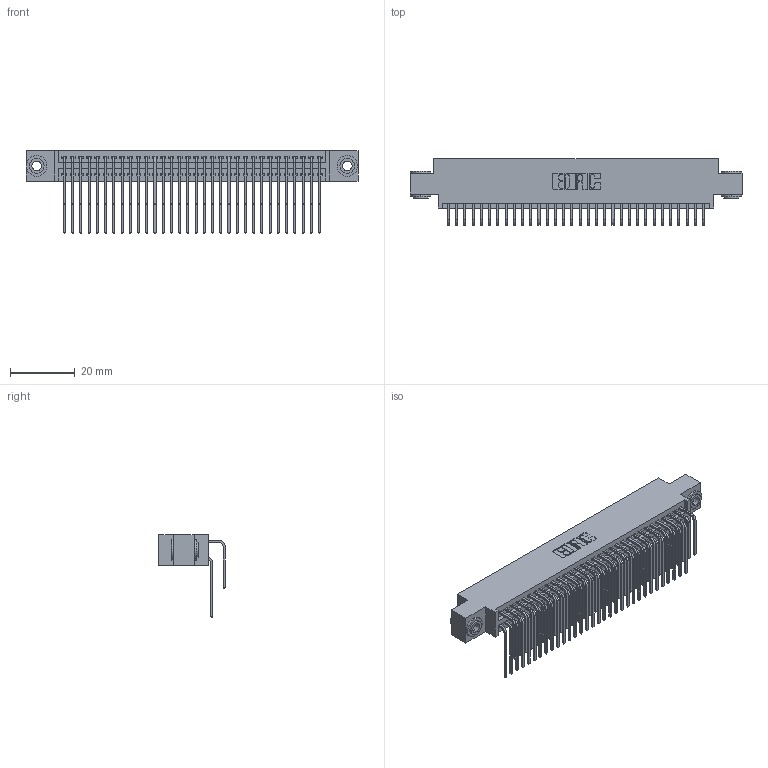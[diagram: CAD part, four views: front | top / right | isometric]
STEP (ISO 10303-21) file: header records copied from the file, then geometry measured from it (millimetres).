
FILE_DESCRIPTION (( 'STEP AP203' ), '1' );
FILE_NAME ('345-064-559-803.STEP', '2018-09-28T11:41:35', ( '' ), ( '' ), 'SwSTEP 2.0', 'SolidWorks 2016', '' );
FILE_SCHEMA (( 'CONFIG_CONTROL_DESIGN' ));
Length unit declared in the file: inch
Products named in the file (5): 345-292-001_558 559 Tail - 1; 345-064-559-803; 345-250-002_345-250-002-102; 345 Part_0.170 Offset - 0.156 Dia-TH; 345-292-001_559 Tail - 2
Assembly tree (67 placements, depth 2):
  345-064-559-803
    345 Part_0.170 Offset - 0.156 Dia-TH
    345-292-001_558 559 Tail - 1  x32
    345-292-001_559 Tail - 2  x32
    345-250-002_345-250-002-102  x2
Bounding box: 102.49 x 20.56 x 25.53 mm (x, y, z)
Volume: 10138.3 mm3; surface area: 16876.9 mm2
Topology: 67 solids, 67 shells, 3496 faces, 10349 edges, 6810 vertices
Faces by surface type: plane 2334, cylinder 1154, cone 8
Entity records: 28888 total; most frequent: CARTESIAN_POINT 4874, ORIENTED_EDGE 4750, DIRECTION 4313, EDGE_CURVE 2375, VECTOR 2051, LINE 2051, VERTEX_POINT 1578, AXIS2_PLACEMENT_3D 1131
